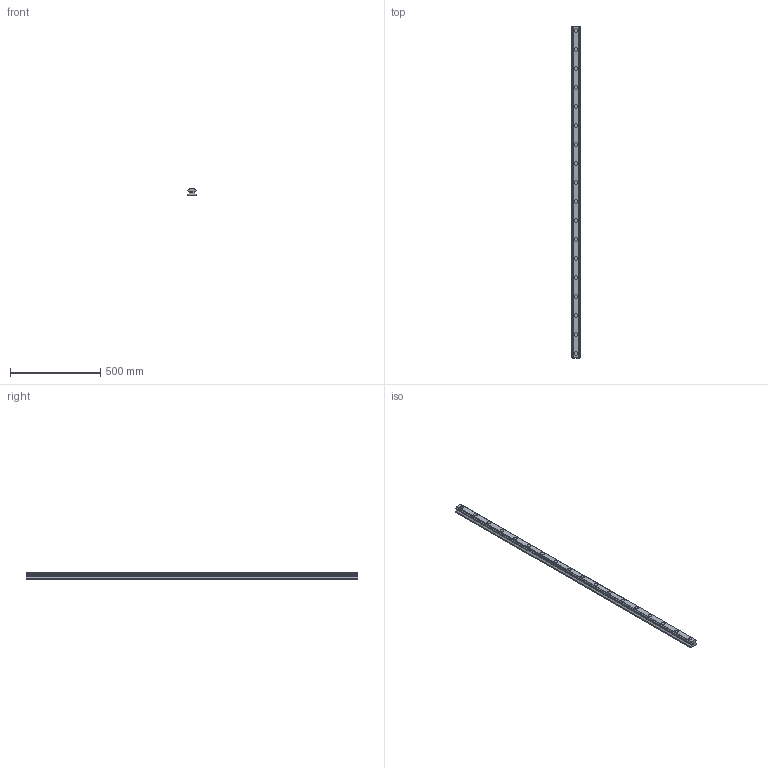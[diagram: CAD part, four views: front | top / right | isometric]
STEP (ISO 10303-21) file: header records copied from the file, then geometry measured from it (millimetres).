
FILE_DESCRIPTION(('STEP AP214'),'1');
FILE_NAME('cctmp_B6985B10-AC06-49B5-AC08-84F32333B9A5_2020_10_29_9_44_15_67..stp','2020-10-29T08:44:15',('HIWIN GmbH'),('CADClick - www.CADClick.com'),'Spatial InterOp 3D',' ','unknown authorization');
FILE_SCHEMA(('AUTOMOTIVE_DESIGN'));
Length unit declared in the file: millimetre
Products named in the file (1): HGR45R1835H_FILE
Bounding box: 45 x 1835 x 38 mm (x, y, z)
Volume: 2464219.2 mm3; surface area: 358134.2 mm2
Topology: 1 solids, 1 shells, 259 faces, 597 edges, 398 vertices
Faces by surface type: plane 147, cylinder 112
Entity records: 9491 total; most frequent: DIRECTION 1341, CARTESIAN_POINT 1255, ORIENTED_EDGE 1194, EDGE_CURVE 597, AXIS2_PLACEMENT_3D 484, VERTEX_POINT 398, LINE 373, VECTOR 373
